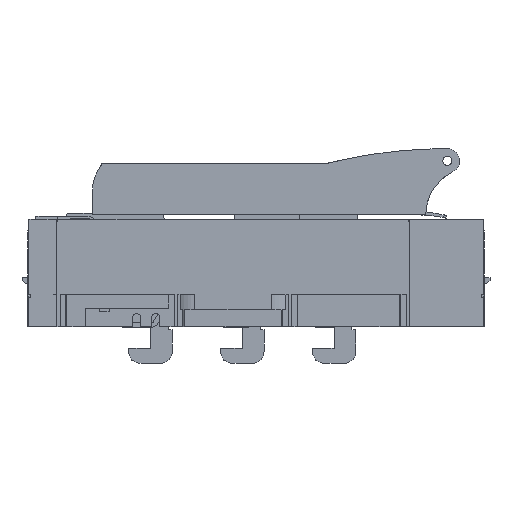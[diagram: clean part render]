
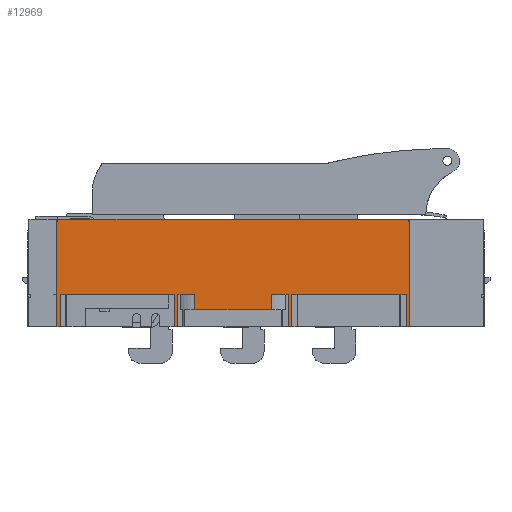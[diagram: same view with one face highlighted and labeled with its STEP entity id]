
A CAD part, front view. The second image highlights one B-rep face of the part: STEP entity #12969.
In plain terms, the highlighted face is planar.
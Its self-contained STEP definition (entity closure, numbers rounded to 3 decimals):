
#12925=AXIS2_PLACEMENT_3D('Plane Axis2P3D',#12922,#12923,#12924) ;
#222=CARTESIAN_POINT('Vertex',(-113.,91.75,21.)) ;
#229=CARTESIAN_POINT('Vertex',(-113.,91.75,0.)) ;
#232=CARTESIAN_POINT('Line Origine',(-113.,91.75,10.5)) ;
#1132=CARTESIAN_POINT('Vertex',(-115.,91.75,70.)) ;
#1135=CARTESIAN_POINT('Line Origine',(-115.,91.75,35.)) ;
#1139=CARTESIAN_POINT('Vertex',(-115.,91.75,0.)) ;
#1540=CARTESIAN_POINT('Vertex',(115.,91.75,70.)) ;
#1543=CARTESIAN_POINT('Line Origine',(0.,91.75,70.)) ;
#1764=CARTESIAN_POINT('Vertex',(115.,91.75,0.)) ;
#1767=CARTESIAN_POINT('Line Origine',(115.,91.75,35.)) ;
#1926=CARTESIAN_POINT('Vertex',(113.,91.75,0.)) ;
#1929=CARTESIAN_POINT('Line Origine',(114.,91.75,0.)) ;
#2110=CARTESIAN_POINT('Vertex',(113.,91.75,21.)) ;
#2113=CARTESIAN_POINT('Line Origine',(113.,91.75,10.5)) ;
#2139=CARTESIAN_POINT('Vertex',(25.,91.75,11.)) ;
#2144=CARTESIAN_POINT('Line Origine',(25.,91.75,12.66)) ;
#2148=CARTESIAN_POINT('Vertex',(25.,91.75,21.)) ;
#2186=CARTESIAN_POINT('Vertex',(-25.,91.75,11.)) ;
#2189=CARTESIAN_POINT('Line Origine',(0.,91.75,11.)) ;
#2212=CARTESIAN_POINT('Vertex',(-25.,91.75,21.)) ;
#2215=CARTESIAN_POINT('Line Origine',(-25.,91.75,12.66)) ;
#11925=CARTESIAN_POINT('Line Origine',(-75.5,91.75,21.)) ;
#11929=CARTESIAN_POINT('Vertex',(-38.,91.75,21.)) ;
#12162=CARTESIAN_POINT('Line Origine',(-114.,91.75,0.)) ;
#12178=CARTESIAN_POINT('Vertex',(-38.,91.75,0.)) ;
#12181=CARTESIAN_POINT('Line Origine',(-37.,91.75,0.)) ;
#12185=CARTESIAN_POINT('Vertex',(-36.,91.75,0.)) ;
#12211=CARTESIAN_POINT('Vertex',(36.,91.75,0.)) ;
#12214=CARTESIAN_POINT('Line Origine',(37.,91.75,0.)) ;
#12218=CARTESIAN_POINT('Vertex',(38.,91.75,0.)) ;
#12711=CARTESIAN_POINT('Line Origine',(-30.5,91.75,21.)) ;
#12715=CARTESIAN_POINT('Vertex',(-36.,91.75,21.)) ;
#12718=CARTESIAN_POINT('Line Origine',(30.5,91.75,21.)) ;
#12722=CARTESIAN_POINT('Vertex',(36.,91.75,21.)) ;
#12761=CARTESIAN_POINT('Line Origine',(75.5,91.75,21.)) ;
#12765=CARTESIAN_POINT('Vertex',(38.,91.75,21.)) ;
#12922=CARTESIAN_POINT('Axis2P3D Location',(0.,91.75,0.)) ;
#12927=CARTESIAN_POINT('Line Origine',(38.,91.75,10.5)) ;
#12932=CARTESIAN_POINT('Line Origine',(36.,91.75,10.5)) ;
#12937=CARTESIAN_POINT('Line Origine',(-36.,91.75,10.5)) ;
#12942=CARTESIAN_POINT('Line Origine',(-38.,91.75,10.5)) ;
#233=DIRECTION('Vector Direction',(0.,0.,1.)) ;
#1136=DIRECTION('Vector Direction',(0.,0.,1.)) ;
#1544=DIRECTION('Vector Direction',(1.,0.,0.)) ;
#1768=DIRECTION('Vector Direction',(0.,0.,1.)) ;
#1930=DIRECTION('Vector Direction',(1.,0.,0.)) ;
#2114=DIRECTION('Vector Direction',(0.,0.,1.)) ;
#2145=DIRECTION('Vector Direction',(0.,0.,-1.)) ;
#2190=DIRECTION('Vector Direction',(-1.,0.,0.)) ;
#2216=DIRECTION('Vector Direction',(0.,0.,-1.)) ;
#11926=DIRECTION('Vector Direction',(1.,0.,0.)) ;
#12163=DIRECTION('Vector Direction',(1.,0.,0.)) ;
#12182=DIRECTION('Vector Direction',(1.,0.,0.)) ;
#12215=DIRECTION('Vector Direction',(-1.,0.,0.)) ;
#12712=DIRECTION('Vector Direction',(1.,0.,0.)) ;
#12719=DIRECTION('Vector Direction',(1.,0.,0.)) ;
#12762=DIRECTION('Vector Direction',(1.,0.,0.)) ;
#12923=DIRECTION('Axis2P3D Direction',(0.,1.,0.)) ;
#12924=DIRECTION('Axis2P3D XDirection',(0.,0.,1.)) ;
#12928=DIRECTION('Vector Direction',(0.,0.,1.)) ;
#12933=DIRECTION('Vector Direction',(0.,0.,1.)) ;
#12938=DIRECTION('Vector Direction',(0.,0.,1.)) ;
#12943=DIRECTION('Vector Direction',(0.,0.,1.)) ;
#234=VECTOR('Line Direction',#233,1.) ;
#1137=VECTOR('Line Direction',#1136,1.) ;
#1545=VECTOR('Line Direction',#1544,1.) ;
#1769=VECTOR('Line Direction',#1768,1.) ;
#1931=VECTOR('Line Direction',#1930,1.) ;
#2115=VECTOR('Line Direction',#2114,1.) ;
#2146=VECTOR('Line Direction',#2145,1.) ;
#2191=VECTOR('Line Direction',#2190,1.) ;
#2217=VECTOR('Line Direction',#2216,1.) ;
#11927=VECTOR('Line Direction',#11926,1.) ;
#12164=VECTOR('Line Direction',#12163,1.) ;
#12183=VECTOR('Line Direction',#12182,1.) ;
#12216=VECTOR('Line Direction',#12215,1.) ;
#12713=VECTOR('Line Direction',#12712,1.) ;
#12720=VECTOR('Line Direction',#12719,1.) ;
#12763=VECTOR('Line Direction',#12762,1.) ;
#12929=VECTOR('Line Direction',#12928,1.) ;
#12934=VECTOR('Line Direction',#12933,1.) ;
#12939=VECTOR('Line Direction',#12938,1.) ;
#12944=VECTOR('Line Direction',#12943,1.) ;
#12948=ORIENTED_EDGE('',*,*,#12166,.F.) ;
#12949=ORIENTED_EDGE('',*,*,#1141,.T.) ;
#12950=ORIENTED_EDGE('',*,*,#1547,.T.) ;
#12951=ORIENTED_EDGE('',*,*,#1771,.F.) ;
#12952=ORIENTED_EDGE('',*,*,#1933,.F.) ;
#12953=ORIENTED_EDGE('',*,*,#2117,.T.) ;
#12954=ORIENTED_EDGE('',*,*,#12767,.T.) ;
#12955=ORIENTED_EDGE('',*,*,#12931,.F.) ;
#12956=ORIENTED_EDGE('',*,*,#12220,.F.) ;
#12957=ORIENTED_EDGE('',*,*,#12936,.T.) ;
#12958=ORIENTED_EDGE('',*,*,#12724,.T.) ;
#12959=ORIENTED_EDGE('',*,*,#2150,.F.) ;
#12960=ORIENTED_EDGE('',*,*,#2193,.T.) ;
#12961=ORIENTED_EDGE('',*,*,#2219,.T.) ;
#12962=ORIENTED_EDGE('',*,*,#12717,.T.) ;
#12963=ORIENTED_EDGE('',*,*,#12941,.F.) ;
#12964=ORIENTED_EDGE('',*,*,#12187,.F.) ;
#12965=ORIENTED_EDGE('',*,*,#12946,.T.) ;
#12966=ORIENTED_EDGE('',*,*,#11931,.T.) ;
#12967=ORIENTED_EDGE('',*,*,#236,.F.) ;
#12969=ADVANCED_FACE('Hauptkoerper nicht benutzen',(#12968),#12926,.T.) ;
#236=EDGE_CURVE('',#230,#223,#235,.T.) ;
#1141=EDGE_CURVE('',#1140,#1133,#1138,.T.) ;
#1547=EDGE_CURVE('',#1133,#1541,#1546,.T.) ;
#1771=EDGE_CURVE('',#1765,#1541,#1770,.T.) ;
#1933=EDGE_CURVE('',#1927,#1765,#1932,.T.) ;
#2117=EDGE_CURVE('',#1927,#2111,#2116,.T.) ;
#2150=EDGE_CURVE('',#2140,#2149,#2147,.F.) ;
#2193=EDGE_CURVE('',#2140,#2187,#2192,.T.) ;
#2219=EDGE_CURVE('',#2187,#2213,#2218,.F.) ;
#11931=EDGE_CURVE('',#11930,#223,#11928,.F.) ;
#12166=EDGE_CURVE('',#1140,#230,#12165,.T.) ;
#12187=EDGE_CURVE('',#12179,#12186,#12184,.T.) ;
#12220=EDGE_CURVE('',#12212,#12219,#12217,.F.) ;
#12717=EDGE_CURVE('',#2213,#12716,#12714,.F.) ;
#12724=EDGE_CURVE('',#12723,#2149,#12721,.F.) ;
#12767=EDGE_CURVE('',#2111,#12766,#12764,.F.) ;
#12931=EDGE_CURVE('',#12219,#12766,#12930,.T.) ;
#12936=EDGE_CURVE('',#12212,#12723,#12935,.T.) ;
#12941=EDGE_CURVE('',#12186,#12716,#12940,.T.) ;
#12946=EDGE_CURVE('',#12179,#11930,#12945,.T.) ;
#12947=EDGE_LOOP('',(#12948,#12949,#12950,#12951,#12952,#12953,#12954,#12955,#12956,#12957,#12958,#12959,#12960,#12961,#12962,#12963,#12964,#12965,#12966,#12967)) ;
#12968=FACE_OUTER_BOUND('',#12947,.T.) ;
#235=LINE('Line',#232,#234) ;
#1138=LINE('Line',#1135,#1137) ;
#1546=LINE('Line',#1543,#1545) ;
#1770=LINE('Line',#1767,#1769) ;
#1932=LINE('Line',#1929,#1931) ;
#2116=LINE('Line',#2113,#2115) ;
#2147=LINE('Line',#2144,#2146) ;
#2192=LINE('Line',#2189,#2191) ;
#2218=LINE('Line',#2215,#2217) ;
#11928=LINE('Line',#11925,#11927) ;
#12165=LINE('Line',#12162,#12164) ;
#12184=LINE('Line',#12181,#12183) ;
#12217=LINE('Line',#12214,#12216) ;
#12714=LINE('Line',#12711,#12713) ;
#12721=LINE('Line',#12718,#12720) ;
#12764=LINE('Line',#12761,#12763) ;
#12930=LINE('Line',#12927,#12929) ;
#12935=LINE('Line',#12932,#12934) ;
#12940=LINE('Line',#12937,#12939) ;
#12945=LINE('Line',#12942,#12944) ;
#12926=PLANE('Plane',#12925) ;
#223=VERTEX_POINT('',#222) ;
#230=VERTEX_POINT('',#229) ;
#1133=VERTEX_POINT('',#1132) ;
#1140=VERTEX_POINT('',#1139) ;
#1541=VERTEX_POINT('',#1540) ;
#1765=VERTEX_POINT('',#1764) ;
#1927=VERTEX_POINT('',#1926) ;
#2111=VERTEX_POINT('',#2110) ;
#2140=VERTEX_POINT('',#2139) ;
#2149=VERTEX_POINT('',#2148) ;
#2187=VERTEX_POINT('',#2186) ;
#2213=VERTEX_POINT('',#2212) ;
#11930=VERTEX_POINT('',#11929) ;
#12179=VERTEX_POINT('',#12178) ;
#12186=VERTEX_POINT('',#12185) ;
#12212=VERTEX_POINT('',#12211) ;
#12219=VERTEX_POINT('',#12218) ;
#12716=VERTEX_POINT('',#12715) ;
#12723=VERTEX_POINT('',#12722) ;
#12766=VERTEX_POINT('',#12765) ;
